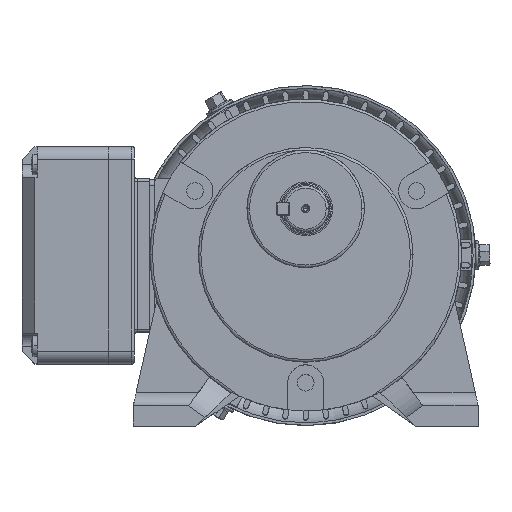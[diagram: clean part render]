
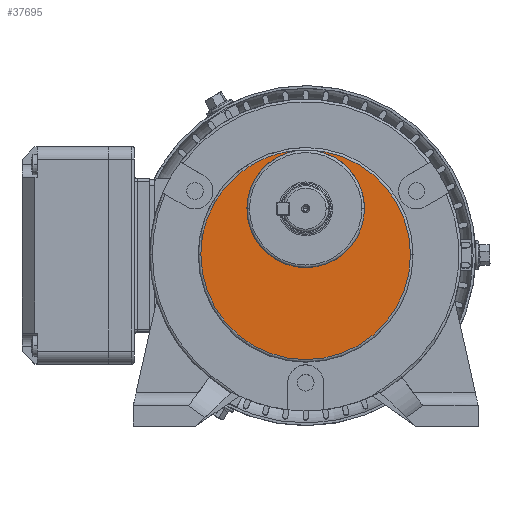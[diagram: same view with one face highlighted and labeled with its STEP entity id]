
A CAD part, top view. The second image highlights one B-rep face of the part: STEP entity #37695.
In plain terms, the highlighted face is planar.
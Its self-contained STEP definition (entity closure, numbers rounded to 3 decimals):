
#9734 = CARTESIAN_POINT ( 'NONE',  ( 0., -9., 41. ) ) ;
#9785 = CARTESIAN_POINT ( 'NONE',  ( 0., -9., 0. ) ) ;
#9814 = CARTESIAN_POINT ( 'NONE',  ( 0., -9., -41. ) ) ;
#9821 = DIRECTION ( 'NONE',  ( 0., 0., -1. ) ) ;
#9827 = DIRECTION ( 'NONE',  ( 0., 0., -1. ) ) ;
#9828 = DIRECTION ( 'NONE',  ( 0., -1., 0. ) ) ;
#9829 = AXIS2_PLACEMENT_3D ( 'NONE', #9785, #9828, #9827 ) ;
#9830 = CIRCLE ( 'NONE', #9844, 41. ) ;
#9840 = CARTESIAN_POINT ( 'NONE',  ( 41., -9., 0. ) ) ;
#9841 = DIRECTION ( 'NONE',  ( 0., -1., 0. ) ) ;
#9842 = CIRCLE ( 'NONE', #9829, 41. ) ;
#9843 = CARTESIAN_POINT ( 'NONE',  ( 0., -9., 0. ) ) ;
#9844 = AXIS2_PLACEMENT_3D ( 'NONE', #9843, #9841, #9821 ) ;
#10097 = CIRCLE ( 'NONE', #10142, 23. ) ;
#10099 = CARTESIAN_POINT ( 'NONE',  ( 18., -9., -23. ) ) ;
#10110 = CARTESIAN_POINT ( 'NONE',  ( 18., -9., 23. ) ) ;
#10115 = CIRCLE ( 'NONE', #10135, 23. ) ;
#10133 = DIRECTION ( 'NONE',  ( 0., 0., -1. ) ) ;
#10134 = DIRECTION ( 'NONE',  ( 0., -1., 0. ) ) ;
#10135 = AXIS2_PLACEMENT_3D ( 'NONE', #10143, #10134, #10133 ) ;
#10139 = DIRECTION ( 'NONE',  ( 0., 0., -1. ) ) ;
#10140 = DIRECTION ( 'NONE',  ( 0., -1., 0. ) ) ;
#10141 = CARTESIAN_POINT ( 'NONE',  ( 18., -9., 0. ) ) ;
#10142 = AXIS2_PLACEMENT_3D ( 'NONE', #10141, #10140, #10139 ) ;
#10143 = CARTESIAN_POINT ( 'NONE',  ( 18., -9., 0. ) ) ;
#10663 = DIRECTION ( 'NONE',  ( 0., 0., -1. ) ) ;
#10697 = CARTESIAN_POINT ( 'NONE',  ( 0., -9., 0. ) ) ;
#10699 = DIRECTION ( 'NONE',  ( 0., -1., 0. ) ) ;
#10703 = CIRCLE ( 'NONE', #10706, 41. ) ;
#10706 = AXIS2_PLACEMENT_3D ( 'NONE', #10697, #10699, #10663 ) ;
#11032 = DIRECTION ( 'NONE',  ( 0., 0., -1. ) ) ;
#11033 = DIRECTION ( 'NONE',  ( 0., -1., 0. ) ) ;
#11034 = CARTESIAN_POINT ( 'NONE',  ( 18., -9., 0. ) ) ;
#11035 = AXIS2_PLACEMENT_3D ( 'NONE', #11034, #11033, #11032 ) ;
#11044 = CIRCLE ( 'NONE', #11035, 23. ) ;
#11126 = AXIS2_PLACEMENT_3D ( 'NONE', #11180, #11165, #11164 ) ;
#11162 = PLANE ( 'NONE',  #11126 ) ;
#11164 = DIRECTION ( 'NONE',  ( 0., 0., -1. ) ) ;
#11165 = DIRECTION ( 'NONE',  ( 0., -1., 0. ) ) ;
#11178 = FACE_OUTER_BOUND ( 'NONE', #37637, .T. ) ;
#11180 = CARTESIAN_POINT ( 'NONE',  ( 0., -9., 0. ) ) ;
#36945 = VERTEX_POINT ( 'NONE', #9734 ) ;
#36984 = VERTEX_POINT ( 'NONE', #9840 ) ;
#36989 = EDGE_CURVE ( 'NONE', #36984, #36945, #9842, .T. ) ;
#36991 = EDGE_CURVE ( 'NONE', #36998, #36984, #9830, .T. ) ;
#36998 = VERTEX_POINT ( 'NONE', #9814 ) ;
#37132 = VERTEX_POINT ( 'NONE', #10099 ) ;
#37134 = EDGE_CURVE ( 'NONE', #37132, #36984, #10097, .T. ) ;
#37135 = EDGE_CURVE ( 'NONE', #36984, #37136, #10115, .T. ) ;
#37136 = VERTEX_POINT ( 'NONE', #10110 ) ;
#37623 = EDGE_CURVE ( 'NONE', #37136, #37132, #11044, .T. ) ;
#37634 = ORIENTED_EDGE ( 'NONE', *, *, #36989, .T. ) ;
#37637 = EDGE_LOOP ( 'NONE', ( #37698, #37634, #37697, #37696, #37641, #37639 ) ) ;
#37639 = ORIENTED_EDGE ( 'NONE', *, *, #37623, .F. ) ;
#37641 = ORIENTED_EDGE ( 'NONE', *, *, #37134, .F. ) ;
#37695 = ADVANCED_FACE ( 'NONE', ( #11178 ), #11162, .T. ) ;
#37696 = ORIENTED_EDGE ( 'NONE', *, *, #36991, .T. ) ;
#37697 = ORIENTED_EDGE ( 'NONE', *, *, #37699, .T. ) ;
#37698 = ORIENTED_EDGE ( 'NONE', *, *, #37135, .F. ) ;
#37699 = EDGE_CURVE ( 'NONE', #36945, #36998, #10703, .T. ) ;
